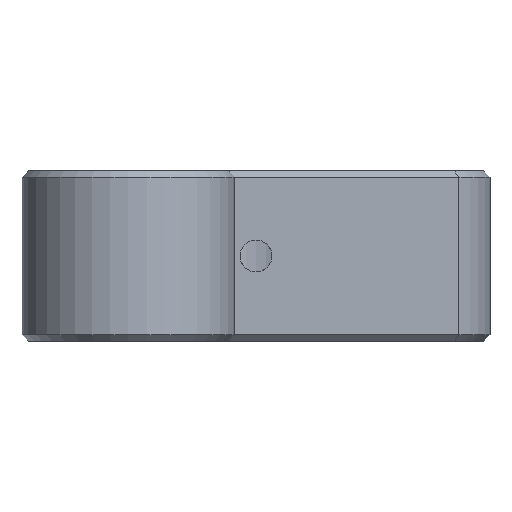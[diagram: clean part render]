
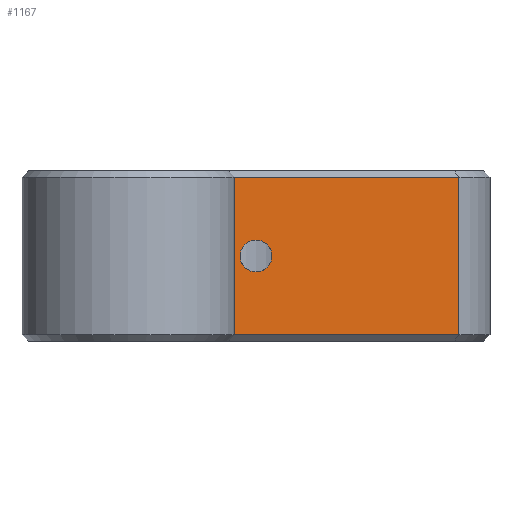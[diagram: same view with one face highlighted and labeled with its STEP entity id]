
A CAD part, front view. The second image highlights one B-rep face of the part: STEP entity #1167.
In plain terms, the highlighted planar face has unit normal (0.707, -0.707, 0).
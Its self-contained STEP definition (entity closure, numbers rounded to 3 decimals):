
#23 = CARTESIAN_POINT ( 'NONE',  ( -1., -8.071, 3.7 ) ) ;
#42 = CARTESIAN_POINT ( 'NONE',  ( -1.5, -8.571, -0.75 ) ) ;
#173 = DIRECTION ( 'NONE',  ( -0.707, -0.707, 0. ) ) ;
#197 = CARTESIAN_POINT ( 'NONE',  ( -1., -8.071, 4. ) ) ;
#204 = CARTESIAN_POINT ( 'NONE',  ( 0., -7.071, -0.75 ) ) ;
#211 = EDGE_CURVE ( 'NONE', #231, #370, #1289, .T. ) ;
#216 = VERTEX_POINT ( 'NONE', #338 ) ;
#224 = CARTESIAN_POINT ( 'NONE',  ( -1., -8.071, -3.7 ) ) ;
#231 = VERTEX_POINT ( 'NONE', #938 ) ;
#298 = ORIENTED_EDGE ( 'NONE', *, *, #1993, .T. ) ;
#338 = CARTESIAN_POINT ( 'NONE',  ( -1., -8.071, -3.7 ) ) ;
#340 = ORIENTED_EDGE ( 'NONE', *, *, #1251, .T. ) ;
#350 = CARTESIAN_POINT ( 'NONE',  ( 1.5, -5.571, 0.75 ) ) ;
#370 = VERTEX_POINT ( 'NONE', #1337 ) ;
#420 = LINE ( 'NONE', #591, #1382 ) ;
#451 = EDGE_CURVE ( 'NONE', #1582, #799, #986, .T. ) ;
#583 = LINE ( 'NONE', #224, #1664 ) ;
#591 = CARTESIAN_POINT ( 'NONE',  ( 9.536, 2.464, 4. ) ) ;
#600 = EDGE_CURVE ( 'NONE', #1582, #1748, #420, .T. ) ;
#658 = CARTESIAN_POINT ( 'NONE',  ( 0., -7.071, 0.75 ) ) ;
#659 = CARTESIAN_POINT ( 'NONE',  ( 0., -7.071, 0.75 ) ) ;
#724 = DIRECTION ( 'NONE',  ( 0.707, 0.707, 0. ) ) ;
#782 =( BOUNDED_CURVE ( )  B_SPLINE_CURVE ( 3, ( #204, #42, #1142, #658 ),
 .UNSPECIFIED., .F., .T. ) 
 B_SPLINE_CURVE_WITH_KNOTS ( ( 4, 4 ),
 ( 1.571, 4.712 ),
 .UNSPECIFIED. ) 
 CURVE ( )  GEOMETRIC_REPRESENTATION_ITEM ( )  RATIONAL_B_SPLINE_CURVE ( ( 1., 0.333, 0.333, 1. ) ) 
 REPRESENTATION_ITEM ( '' )  );
#799 = VERTEX_POINT ( 'NONE', #23 ) ;
#807 = EDGE_LOOP ( 'NONE', ( #298, #340, #1893, #1945 ) ) ;
#812 = DIRECTION ( 'NONE',  ( 0., 0., -1. ) ) ;
#817 = ORIENTED_EDGE ( 'NONE', *, *, #211, .T. ) ;
#831 = FACE_BOUND ( 'NONE', #1811, .T. ) ;
#938 = CARTESIAN_POINT ( 'NONE',  ( 0., -7.071, 0.75 ) ) ;
#980 = PLANE ( 'NONE',  #1323 ) ;
#982 = CARTESIAN_POINT ( 'NONE',  ( 0., -7.071, -0.75 ) ) ;
#986 = LINE ( 'NONE', #1637, #1005 ) ;
#1005 = VECTOR ( 'NONE', #1956, 1000. ) ;
#1142 = CARTESIAN_POINT ( 'NONE',  ( -1.5, -8.571, 0.75 ) ) ;
#1151 = FACE_OUTER_BOUND ( 'NONE', #807, .T. ) ;
#1167 = ADVANCED_FACE ( 'NONE', ( #831, #1151 ), #980, .F. ) ;
#1239 = CARTESIAN_POINT ( 'NONE',  ( 9.536, 2.464, -3.7 ) ) ;
#1251 = EDGE_CURVE ( 'NONE', #216, #1748, #583, .T. ) ;
#1267 = DIRECTION ( 'NONE',  ( 0., 0., -1. ) ) ;
#1289 =( BOUNDED_CURVE ( )  B_SPLINE_CURVE ( 3, ( #659, #350, #1642, #982 ),
 .UNSPECIFIED., .F., .T. ) 
 B_SPLINE_CURVE_WITH_KNOTS ( ( 4, 4 ),
 ( 4.712, 7.854 ),
 .UNSPECIFIED. ) 
 CURVE ( )  GEOMETRIC_REPRESENTATION_ITEM ( )  RATIONAL_B_SPLINE_CURVE ( ( 1., 0.333, 0.333, 1. ) ) 
 REPRESENTATION_ITEM ( '' )  );
#1323 = AXIS2_PLACEMENT_3D ( 'NONE', #1331, #1474, #173 ) ;
#1331 = CARTESIAN_POINT ( 'NONE',  ( -1., -8.071, 4. ) ) ;
#1337 = CARTESIAN_POINT ( 'NONE',  ( 0., -7.071, -0.75 ) ) ;
#1382 = VECTOR ( 'NONE', #1267, 1000. ) ;
#1425 = ORIENTED_EDGE ( 'NONE', *, *, #1618, .T. ) ;
#1474 = DIRECTION ( 'NONE',  ( -0.707, 0.707, 0. ) ) ;
#1582 = VERTEX_POINT ( 'NONE', #1641 ) ;
#1618 = EDGE_CURVE ( 'NONE', #370, #231, #782, .T. ) ;
#1637 = CARTESIAN_POINT ( 'NONE',  ( -1., -8.071, 3.7 ) ) ;
#1641 = CARTESIAN_POINT ( 'NONE',  ( 9.536, 2.464, 3.7 ) ) ;
#1642 = CARTESIAN_POINT ( 'NONE',  ( 1.5, -5.571, -0.75 ) ) ;
#1664 = VECTOR ( 'NONE', #724, 1000. ) ;
#1748 = VERTEX_POINT ( 'NONE', #1239 ) ;
#1811 = EDGE_LOOP ( 'NONE', ( #817, #1425 ) ) ;
#1840 = LINE ( 'NONE', #197, #1998 ) ;
#1893 = ORIENTED_EDGE ( 'NONE', *, *, #600, .F. ) ;
#1945 = ORIENTED_EDGE ( 'NONE', *, *, #451, .T. ) ;
#1956 = DIRECTION ( 'NONE',  ( -0.707, -0.707, 0. ) ) ;
#1993 = EDGE_CURVE ( 'NONE', #799, #216, #1840, .T. ) ;
#1998 = VECTOR ( 'NONE', #812, 1000. ) ;
